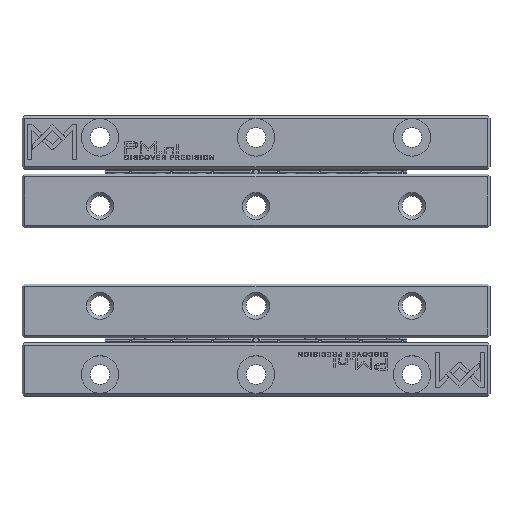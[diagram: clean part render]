
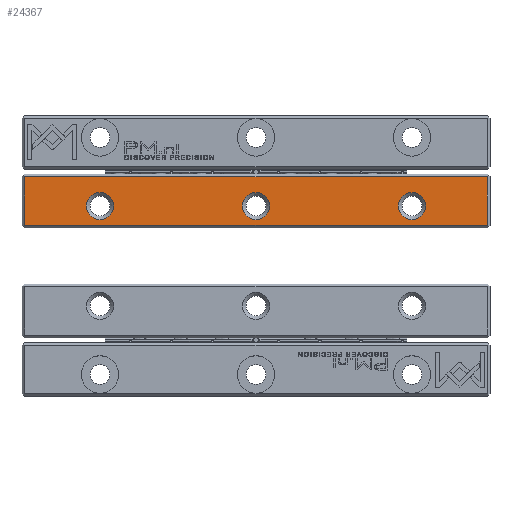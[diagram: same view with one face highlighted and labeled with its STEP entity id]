
A CAD part, top view. The second image highlights one B-rep face of the part: STEP entity #24367.
In plain terms, the highlighted planar face has unit normal (0, 0, 1).
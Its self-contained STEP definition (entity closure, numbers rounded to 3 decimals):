
#2910=LINE('',#96921,#8626);
#2911=LINE('',#96924,#8627);
#2912=LINE('',#96926,#8628);
#2913=LINE('',#96928,#8629);
#8626=VECTOR('',#78681,1.);
#8627=VECTOR('',#78682,1.);
#8628=VECTOR('',#78683,1.);
#8629=VECTOR('',#78684,1.);
#22852=FACE_BOUND('',#32699,.T.);
#22853=FACE_BOUND('',#32700,.T.);
#22854=FACE_BOUND('',#32701,.T.);
#22855=FACE_BOUND('',#32702,.T.);
#24367=ADVANCED_FACE('',(#22852,#22853,#22854,#22855),#27188,.T.);
#27188=PLANE('',#71045);
#32699=EDGE_LOOP('',(#40128));
#32700=EDGE_LOOP('',(#40129));
#32701=EDGE_LOOP('',(#40130));
#32702=EDGE_LOOP('',(#40131,#40132,#40133,#40134));
#40128=ORIENTED_EDGE('',*,*,#61322,.T.);
#40129=ORIENTED_EDGE('',*,*,#61323,.T.);
#40130=ORIENTED_EDGE('',*,*,#61324,.T.);
#40131=ORIENTED_EDGE('',*,*,#61325,.T.);
#40132=ORIENTED_EDGE('',*,*,#61326,.T.);
#40133=ORIENTED_EDGE('',*,*,#61327,.T.);
#40134=ORIENTED_EDGE('',*,*,#61328,.T.);
#54726=VERTEX_POINT('',#96916);
#54727=VERTEX_POINT('',#96918);
#54728=VERTEX_POINT('',#96920);
#54729=VERTEX_POINT('',#96922);
#54730=VERTEX_POINT('',#96923);
#54731=VERTEX_POINT('',#96925);
#54732=VERTEX_POINT('',#96927);
#61322=EDGE_CURVE('',#54726,#54726,#68464,.T.);
#61323=EDGE_CURVE('',#54727,#54727,#68465,.T.);
#61324=EDGE_CURVE('',#54728,#54728,#68466,.T.);
#61325=EDGE_CURVE('',#54729,#54730,#2910,.T.);
#61326=EDGE_CURVE('',#54730,#54731,#2911,.T.);
#61327=EDGE_CURVE('',#54731,#54732,#2912,.T.);
#61328=EDGE_CURVE('',#54732,#54729,#2913,.T.);
#68464=CIRCLE('',#71042,2.175);
#68465=CIRCLE('',#71043,2.175);
#68466=CIRCLE('',#71044,2.175);
#71042=AXIS2_PLACEMENT_3D('',#96915,#78675,#78676);
#71043=AXIS2_PLACEMENT_3D('',#96917,#78677,#78678);
#71044=AXIS2_PLACEMENT_3D('',#96919,#78679,#78680);
#71045=AXIS2_PLACEMENT_3D('',#96929,#78685,#78686);
#78675=DIRECTION('',(0.,0.,-1.));
#78676=DIRECTION('',(-1.,0.,0.));
#78677=DIRECTION('',(0.,0.,-1.));
#78678=DIRECTION('',(-1.,0.,0.));
#78679=DIRECTION('',(0.,0.,-1.));
#78680=DIRECTION('',(-1.,0.,0.));
#78681=DIRECTION('',(1.,0.,0.));
#78682=DIRECTION('',(0.,1.,0.));
#78683=DIRECTION('',(-1.,0.,0.));
#78684=DIRECTION('',(0.,-1.,0.));
#78685=DIRECTION('',(0.,0.,1.));
#78686=DIRECTION('',(-1.,0.,0.));
#96915=CARTESIAN_POINT('',(12.5,30.5,8.));
#96916=CARTESIAN_POINT('',(10.325,30.5,8.));
#96917=CARTESIAN_POINT('',(37.5,30.5,8.));
#96918=CARTESIAN_POINT('',(35.325,30.5,8.));
#96919=CARTESIAN_POINT('',(62.5,30.5,8.));
#96920=CARTESIAN_POINT('',(60.325,30.5,8.));
#96921=CARTESIAN_POINT('',(37.5,27.425,8.));
#96922=CARTESIAN_POINT('',(0.425,27.425,8.));
#96923=CARTESIAN_POINT('',(74.575,27.425,8.));
#96924=CARTESIAN_POINT('',(74.575,31.3,8.));
#96925=CARTESIAN_POINT('',(74.575,35.175,8.));
#96926=CARTESIAN_POINT('',(37.5,35.175,8.));
#96927=CARTESIAN_POINT('',(0.425,35.175,8.));
#96928=CARTESIAN_POINT('',(0.425,31.3,8.));
#96929=CARTESIAN_POINT('',(37.5,31.3,8.));
